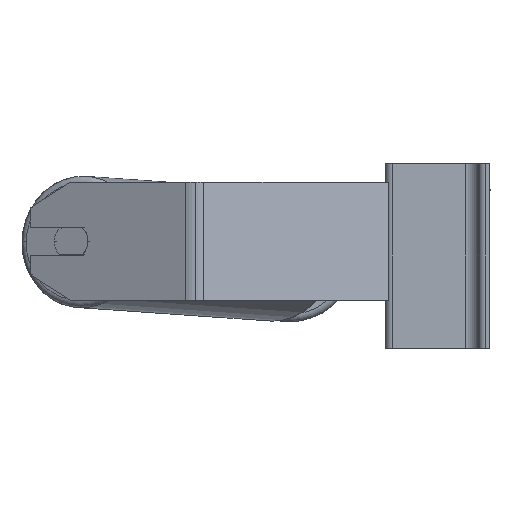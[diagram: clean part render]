
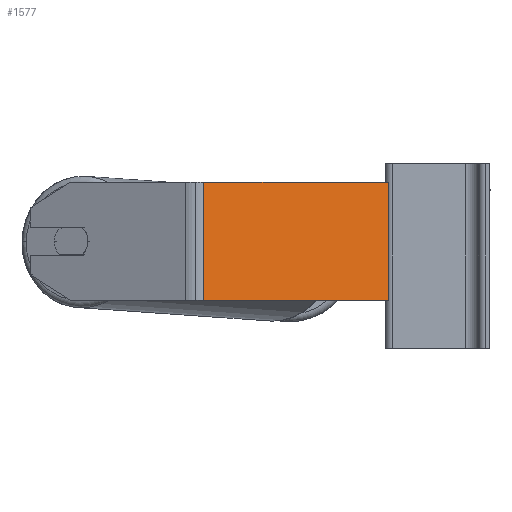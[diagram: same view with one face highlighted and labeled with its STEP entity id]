
A CAD part, left-side view. The second image highlights one B-rep face of the part: STEP entity #1577.
In plain terms, the highlighted planar face has unit normal (-0.94, -0.342, 0).
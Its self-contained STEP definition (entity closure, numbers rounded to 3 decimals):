
#105 = VERTEX_POINT ( 'NONE', #844 ) ;
#151 = EDGE_CURVE ( 'NONE', #105, #6299, #5804, .T. ) ;
#388 = EDGE_CURVE ( 'NONE', #7920, #105, #6177, .T. ) ;
#568 = DIRECTION ( 'NONE',  ( 0., 0., -1. ) ) ;
#844 = CARTESIAN_POINT ( 'NONE',  ( -533.014, 140.948, -30. ) ) ;
#852 = DIRECTION ( 'NONE',  ( 0.342, -0.94, 0. ) ) ;
#1357 = VECTOR ( 'NONE', #8281, 1000. ) ;
#1371 = VECTOR ( 'NONE', #7575, 1000. ) ;
#1577 = ADVANCED_FACE ( 'NONE', ( #5345 ), #8634, .F. ) ;
#2086 = ORIENTED_EDGE ( 'NONE', *, *, #151, .T. ) ;
#2122 = CARTESIAN_POINT ( 'NONE',  ( -535.28, 147.175, 50. ) ) ;
#2580 = ORIENTED_EDGE ( 'NONE', *, *, #3226, .F. ) ;
#2833 = CARTESIAN_POINT ( 'NONE',  ( -487.518, 15.948, 50. ) ) ;
#3012 = CARTESIAN_POINT ( 'NONE',  ( -487.518, 15.948, -30. ) ) ;
#3226 = EDGE_CURVE ( 'NONE', #7920, #8267, #7326, .T. ) ;
#3393 = CARTESIAN_POINT ( 'NONE',  ( -535.28, 147.175, 50. ) ) ;
#3839 = DIRECTION ( 'NONE',  ( 0.94, 0.342, 0. ) ) ;
#4051 = ORIENTED_EDGE ( 'NONE', *, *, #9558, .F. ) ;
#4097 = VECTOR ( 'NONE', #568, 1000. ) ;
#4613 = CARTESIAN_POINT ( 'NONE',  ( -533.014, 140.948, 50. ) ) ;
#5345 = FACE_OUTER_BOUND ( 'NONE', #8669, .T. ) ;
#5804 = LINE ( 'NONE', #7373, #1357 ) ;
#6177 = LINE ( 'NONE', #4613, #4097 ) ;
#6209 = DIRECTION ( 'NONE',  ( -0.342, 0.94, 0. ) ) ;
#6299 = VERTEX_POINT ( 'NONE', #3012 ) ;
#6978 = CARTESIAN_POINT ( 'NONE',  ( -487.518, 15.948, 50. ) ) ;
#7326 = LINE ( 'NONE', #3393, #9380 ) ;
#7373 = CARTESIAN_POINT ( 'NONE',  ( -535.28, 147.175, -30. ) ) ;
#7575 = DIRECTION ( 'NONE',  ( 0., 0., -1. ) ) ;
#7920 = VERTEX_POINT ( 'NONE', #10362 ) ;
#8267 = VERTEX_POINT ( 'NONE', #2833 ) ;
#8281 = DIRECTION ( 'NONE',  ( 0.342, -0.94, 0. ) ) ;
#8538 = LINE ( 'NONE', #6978, #1371 ) ;
#8634 = PLANE ( 'NONE',  #9186 ) ;
#8669 = EDGE_LOOP ( 'NONE', ( #2086, #4051, #2580, #10254 ) ) ;
#9186 = AXIS2_PLACEMENT_3D ( 'NONE', #2122, #3839, #6209 ) ;
#9380 = VECTOR ( 'NONE', #852, 1000. ) ;
#9558 = EDGE_CURVE ( 'NONE', #8267, #6299, #8538, .T. ) ;
#10254 = ORIENTED_EDGE ( 'NONE', *, *, #388, .T. ) ;
#10362 = CARTESIAN_POINT ( 'NONE',  ( -533.014, 140.948, 50. ) ) ;
